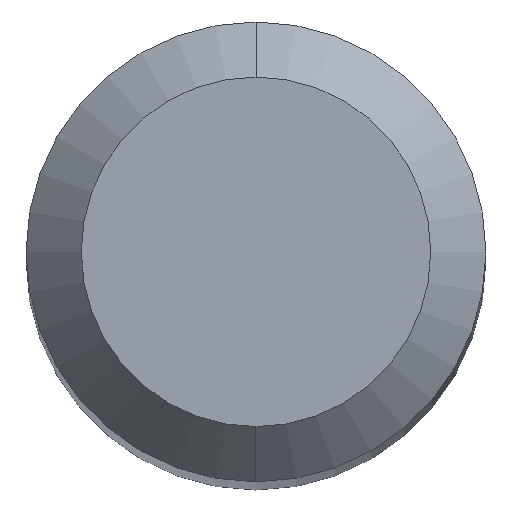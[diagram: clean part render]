
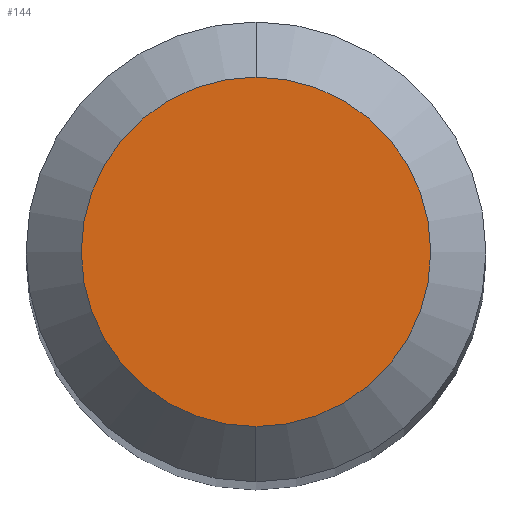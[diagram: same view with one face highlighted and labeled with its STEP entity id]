
A CAD part, top view. The second image highlights one B-rep face of the part: STEP entity #144.
In plain terms, the highlighted planar face has unit normal (0, 0, 1).
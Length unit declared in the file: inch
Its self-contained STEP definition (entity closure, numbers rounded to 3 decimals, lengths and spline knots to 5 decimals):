
#10 = DIRECTION ( 'NONE',  ( 0., 0., 1. ) ) ;
#28 = ORIENTED_EDGE ( 'NONE', *, *, #37, .T. ) ;
#37 = EDGE_CURVE ( 'NONE', #274, #183, #137, .T. ) ;
#40 = PLANE ( 'NONE',  #194 ) ;
#51 = CARTESIAN_POINT ( 'NONE',  ( 0., 0., 0. ) ) ;
#57 = DIRECTION ( 'NONE',  ( 0., -1., 0. ) ) ;
#93 = CARTESIAN_POINT ( 'NONE',  ( 0., 0., 0. ) ) ;
#120 = DIRECTION ( 'NONE',  ( 0., 1., 0. ) ) ;
#137 = CIRCLE ( 'NONE', #303, 0.0475 ) ;
#144 = ADVANCED_FACE ( 'NONE', ( #395 ), #40, .F. ) ;
#157 = DIRECTION ( 'NONE',  ( 0., 0., -1. ) ) ;
#183 = VERTEX_POINT ( 'NONE', #388 ) ;
#194 = AXIS2_PLACEMENT_3D ( 'NONE', #307, #157, #120 ) ;
#209 = DIRECTION ( 'NONE',  ( 0., -1., 0. ) ) ;
#215 = ORIENTED_EDGE ( 'NONE', *, *, #243, .T. ) ;
#237 = CARTESIAN_POINT ( 'NONE',  ( 0., -0.0475, 0. ) ) ;
#243 = EDGE_CURVE ( 'NONE', #183, #274, #493, .T. ) ;
#274 = VERTEX_POINT ( 'NONE', #237 ) ;
#303 = AXIS2_PLACEMENT_3D ( 'NONE', #51, #321, #209 ) ;
#307 = CARTESIAN_POINT ( 'NONE',  ( 0., 0.0475, 0. ) ) ;
#321 = DIRECTION ( 'NONE',  ( 0., 0., 1. ) ) ;
#359 = AXIS2_PLACEMENT_3D ( 'NONE', #93, #10, #57 ) ;
#375 = EDGE_LOOP ( 'NONE', ( #215, #28 ) ) ;
#388 = CARTESIAN_POINT ( 'NONE',  ( 0., 0.0475, 0. ) ) ;
#395 = FACE_OUTER_BOUND ( 'NONE', #375, .T. ) ;
#493 = CIRCLE ( 'NONE', #359, 0.0475 ) ;
